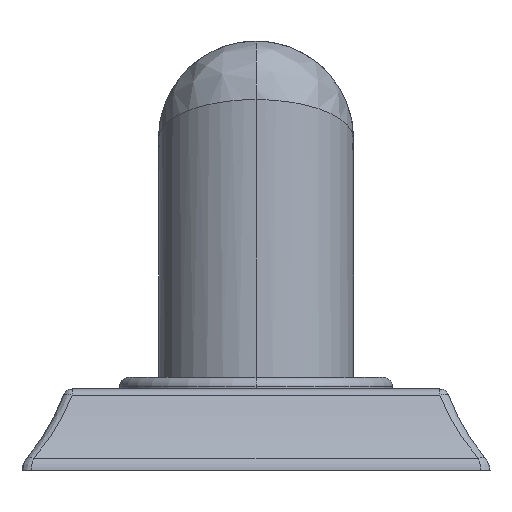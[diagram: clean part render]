
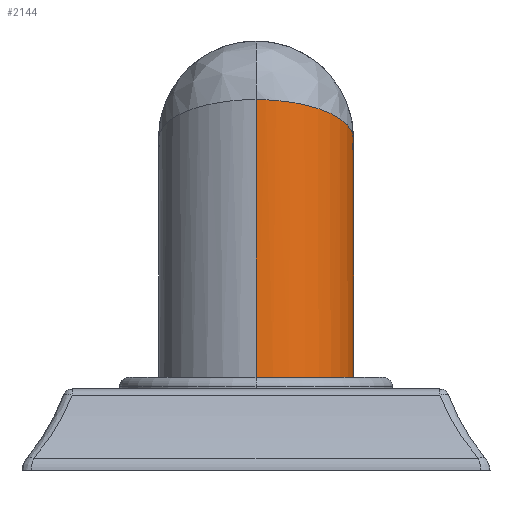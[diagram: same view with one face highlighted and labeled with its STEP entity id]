
A CAD part, left-side view. The second image highlights one B-rep face of the part: STEP entity #2144.
In plain terms, the highlighted cylindrical face has radius 15.875 mm (diameter 31.75 mm), a partial arc.
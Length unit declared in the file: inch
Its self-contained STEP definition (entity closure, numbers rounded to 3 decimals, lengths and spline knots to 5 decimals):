
#373=CARTESIAN_POINT('',(0.,0.,0.6));
#374=DIRECTION('',(0.,0.,-1.));
#375=DIRECTION('',(1.,0.,0.));
#376=AXIS2_PLACEMENT_3D('',#373,#374,#375);
#393=CARTESIAN_POINT('',(0.,-0.625,2.13));
#394=CARTESIAN_POINT('',(-0.02018,-0.625,
2.13814));
#395=CARTESIAN_POINT('',(-0.06053,-0.62304,
2.15421));
#396=CARTESIAN_POINT('',(-0.1203,-0.6143,
2.1781));
#397=CARTESIAN_POINT('',(-0.17878,-0.59989,
2.20153));
#398=CARTESIAN_POINT('',(-0.23537,-0.58002,
2.22414));
#399=CARTESIAN_POINT('',(-0.28948,-0.55498,
2.24579));
#400=CARTESIAN_POINT('',(-0.34062,-0.52513,
2.26625));
#401=CARTESIAN_POINT('',(-0.38836,-0.49086,
2.28534));
#402=CARTESIAN_POINT('',(-0.43231,-0.45261,
2.30293));
#403=CARTESIAN_POINT('',(-0.47219,-0.41081,
2.31886));
#404=CARTESIAN_POINT('',(-0.50775,-0.36592,
2.33311));
#405=CARTESIAN_POINT('',(-0.53883,-0.31836,
2.34553));
#406=CARTESIAN_POINT('',(-0.56528,-0.26858,
2.35611));
#407=CARTESIAN_POINT('',(-0.58702,-0.21697,
2.36481));
#408=CARTESIAN_POINT('',(-0.60397,-0.16393,
2.37158));
#409=CARTESIAN_POINT('',(-0.6161,-0.10985,
2.37644));
#410=CARTESIAN_POINT('',(-0.62338,-0.05508,
2.37935));
#411=CARTESIAN_POINT('',(-0.625,-0.01835,
2.38));
#412=CARTESIAN_POINT('',(-0.625,0.,2.38));
#414=CARTESIAN_POINT('',(0.,-0.625,2.13));
#415=CARTESIAN_POINT('',(0.02317,-0.625,
2.10453));
#416=CARTESIAN_POINT('',(0.06913,-0.62244,
2.05401));
#417=CARTESIAN_POINT('',(0.13697,-0.61108,
1.97944));
#418=CARTESIAN_POINT('',(0.20205,-0.5927,
1.90791));
#419=CARTESIAN_POINT('',(0.26334,-0.56806,
1.84054));
#420=CARTESIAN_POINT('',(0.32,-0.53809,
1.77825));
#421=CARTESIAN_POINT('',(0.37152,-0.50381,
1.72163));
#422=CARTESIAN_POINT('',(0.41762,-0.46621,
1.67095));
#423=CARTESIAN_POINT('',(0.45828,-0.42619,
1.62625));
#424=CARTESIAN_POINT('',(0.49366,-0.38455,
1.58737));
#425=CARTESIAN_POINT('',(0.52402,-0.34192,
1.554));
#426=CARTESIAN_POINT('',(0.54968,-0.29879,
1.52579));
#427=CARTESIAN_POINT('',(0.57103,-0.25552,
1.50232));
#428=CARTESIAN_POINT('',(0.58843,-0.21232,
1.4832));
#429=CARTESIAN_POINT('',(0.60218,-0.16932,
1.46809));
#430=CARTESIAN_POINT('',(0.61256,-0.1266,
1.45668));
#431=CARTESIAN_POINT('',(0.61981,-0.08407,
1.4487));
#432=CARTESIAN_POINT('',(0.62407,-0.04184,
1.44402));
#433=CARTESIAN_POINT('',(0.625,-0.01388,
1.443));
#434=CARTESIAN_POINT('',(0.625,0.,
1.443));
#436=DIRECTION('',(0.,0.,-1.));
#437=VECTOR('',#436,0.843);
#438=CARTESIAN_POINT('',(0.625,0.,
1.443));
#439=LINE('',#438,#437);
#440=CARTESIAN_POINT('',(0.625,0.,
1.443));
#483=DIRECTION('',(0.,0.,-1.));
#484=VECTOR('',#483,1.78);
#485=CARTESIAN_POINT('',(-0.625,0.,2.38));
#486=LINE('',#485,#484);
#492=CARTESIAN_POINT('',(0.,-0.625,2.13));
#1324=CARTESIAN_POINT('',(-0.625,0.,2.38));
#1326=VERTEX_POINT('',#1324);
#1332=VERTEX_POINT('',#440);
#1335=VERTEX_POINT('',#492);
#1336=CARTESIAN_POINT('',(0.625,0.,0.6));
#1337=CARTESIAN_POINT('',(-0.625,0.,0.6));
#1338=VERTEX_POINT('',#1336);
#1339=VERTEX_POINT('',#1337);
#2128=CARTESIAN_POINT('',(0.,0.,2.13));
#2129=DIRECTION('',(0.,0.,-1.));
#2130=DIRECTION('',(1.,0.,0.));
#2131=AXIS2_PLACEMENT_3D('',#2128,#2129,#2130);
#2132=CYLINDRICAL_SURFACE('',#2131,0.625);
#2133=ORIENTED_EDGE('',*,*,#2109,.T.);
#2135=ORIENTED_EDGE('',*,*,#2134,.F.);
#2137=ORIENTED_EDGE('',*,*,#2136,.F.);
#2139=ORIENTED_EDGE('',*,*,#2138,.T.);
#2141=ORIENTED_EDGE('',*,*,#2140,.T.);
#2142=EDGE_LOOP('',(#2133,#2135,#2137,#2139,#2141));
#2143=FACE_OUTER_BOUND('',#2142,.F.);
#2144=ADVANCED_FACE('',(#2143),#2132,.T.);
#377=CIRCLE('',#376,0.625);
#413=B_SPLINE_CURVE_WITH_KNOTS('',3,(#393,#394,#395,#396,#397,#398,#399,#400,
#401,#402,#403,#404,#405,#406,#407,#408,#409,#410,#411,#412),.UNSPECIFIED.,.F.,
.F.,(4,1,1,1,1,1,1,1,1,1,1,1,1,1,1,1,1,4),(0.,0.05882,
0.11765,0.17647,0.23529,0.29412,
0.35294,0.41176,0.47059,0.52941,
0.58824,0.64706,0.70588,0.76471,
0.82353,0.88235,0.94118,1.),.UNSPECIFIED.);
#435=B_SPLINE_CURVE_WITH_KNOTS('',3,(#414,#415,#416,#417,#418,#419,#420,#421,
#422,#423,#424,#425,#426,#427,#428,#429,#430,#431,#432,#433,#434),.UNSPECIFIED.,
.F.,.F.,(4,1,1,1,1,1,1,1,1,1,1,1,1,1,1,1,1,1,4),(0.,0.05556,
0.11111,0.16667,0.22222,0.27778,
0.33333,0.38889,0.44444,0.5,0.55556,
0.61111,0.66667,0.72222,0.77778,
0.83333,0.88889,0.94444,1.),.UNSPECIFIED.);
#2109=EDGE_CURVE('',#1338,#1339,#377,.T.);
#2134=EDGE_CURVE('',#1326,#1339,#486,.T.);
#2136=EDGE_CURVE('',#1335,#1326,#413,.T.);
#2138=EDGE_CURVE('',#1335,#1332,#435,.T.);
#2140=EDGE_CURVE('',#1332,#1338,#439,.T.);
